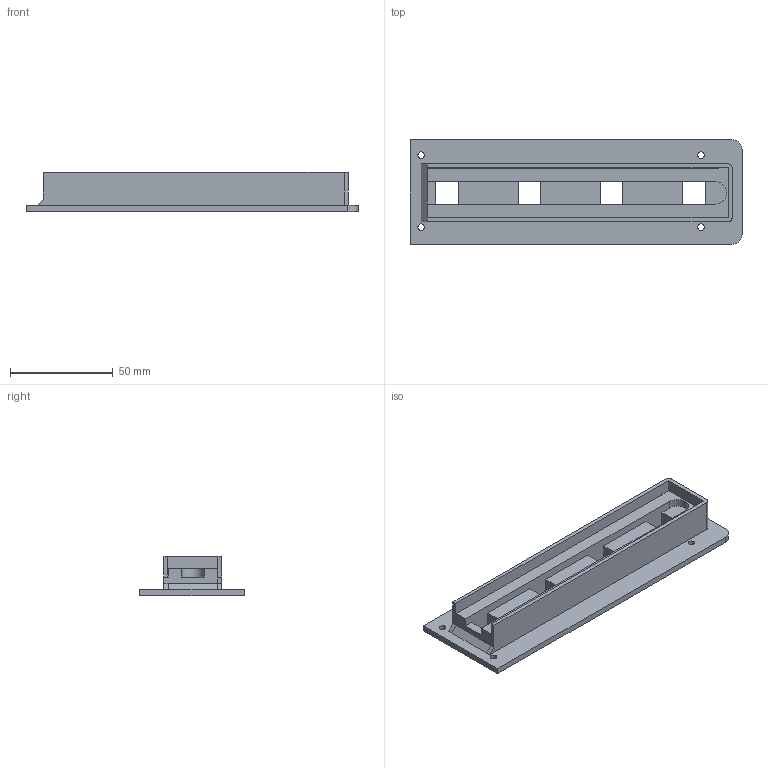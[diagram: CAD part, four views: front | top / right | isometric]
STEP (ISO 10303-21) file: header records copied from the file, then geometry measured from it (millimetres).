
FILE_DESCRIPTION(/* description */ (''),/* implementation_level */ '2;1');
FILE_NAME(/* name */ 'X1A51B8_Base.step',/* time_stamp */ '2023-08-23T12:31:00+05:30',/* author */ (''),/* organization */ (''),/* preprocessor_version */ 'ST-DEVELOPER v20',/* originating_system */ 'Autodesk Translation Framework v12.9.0.99',/* authorisation */ '');
FILE_SCHEMA (('AUTOMOTIVE_DESIGN { 1 0 10303 214 3 1 1 }'));
Length unit declared in the file: millimetre
Products named in the file (1): X1A51B8_Base
Bounding box: 161.62 x 51.05 x 19 mm (x, y, z)
Volume: 59525.1 mm3; surface area: 29278.3 mm2
Topology: 1 solids, 1 shells, 53 faces, 160 edges, 106 vertices
Faces by surface type: plane 43, cylinder 10
Full cylindrical faces by diameter (mm): 3.2 x4
Entity records: 1843 total; most frequent: ORIENTED_EDGE 320, CARTESIAN_POINT 320, DIRECTION 288, EDGE_CURVE 160, LINE 140, VECTOR 140, VERTEX_POINT 106, AXIS2_PLACEMENT_3D 74
